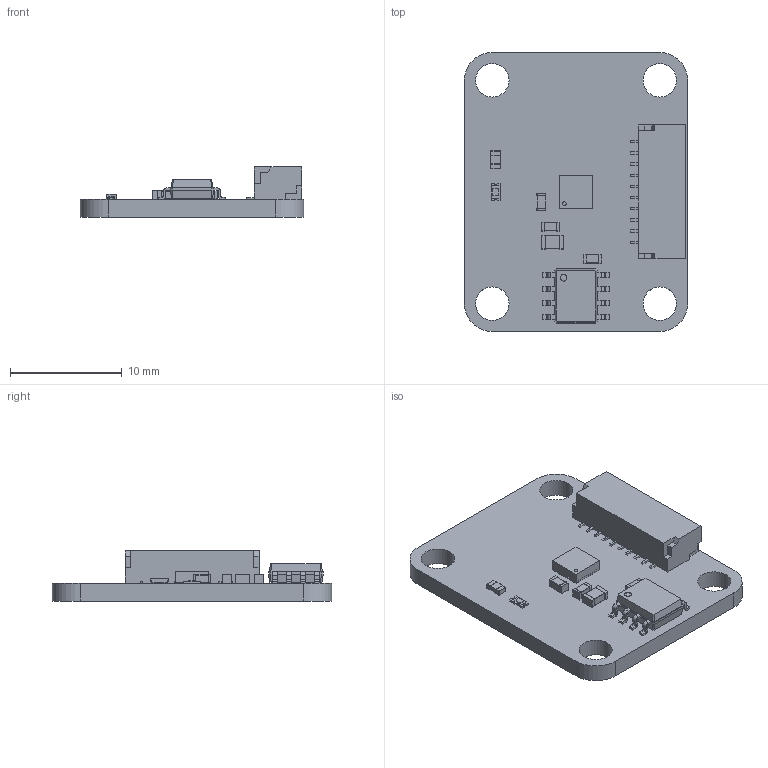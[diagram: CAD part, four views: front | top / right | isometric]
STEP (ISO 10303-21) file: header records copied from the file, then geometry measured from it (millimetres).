
FILE_DESCRIPTION(('FreeCAD Model'),'2;1');
FILE_NAME( 'accelerometer.step', '2017-06-30T17:27:27',('kicad StepUp'),('ksu MCAD'), 'Open CASCADE STEP processor 6.8','FreeCAD','Unknown');
FILE_SCHEMA(('AUTOMOTIVE_DESIGN_CC2 { 1 2 10303 214 -1 1 5 4 }'));
Length unit declared in the file: millimetre
Products named in the file (10): Pcb; C_0603_; C_0805_; C_0603_001; C_0603_002; D_0603_blue_; SM10B-SRSS_; R_0603_; soic_8_39x49_p127_; lga16_3x3_p05_
Bounding box: 20 x 25 x 4.5 mm (x, y, z)
Volume: 872.2 mm3; surface area: 1580 mm2
Topology: 11 solids, 11 shells, 594 faces, 1608 edges, 1058 vertices
Faces by surface type: plane 446, cylinder 116, bspline 32
Full cylindrical faces by diameter (mm): 0.35 x1, 0.6 x1, 3 x4
Entity records: 22606 total; most frequent: CARTESIAN_POINT 3389, ORIENTED_EDGE 3216, DIRECTION 2934, EDGE_CURVE 1608, LINE 1344, VECTOR 1344, VERTEX_POINT 1058, AXIS2_PLACEMENT_3D 795
